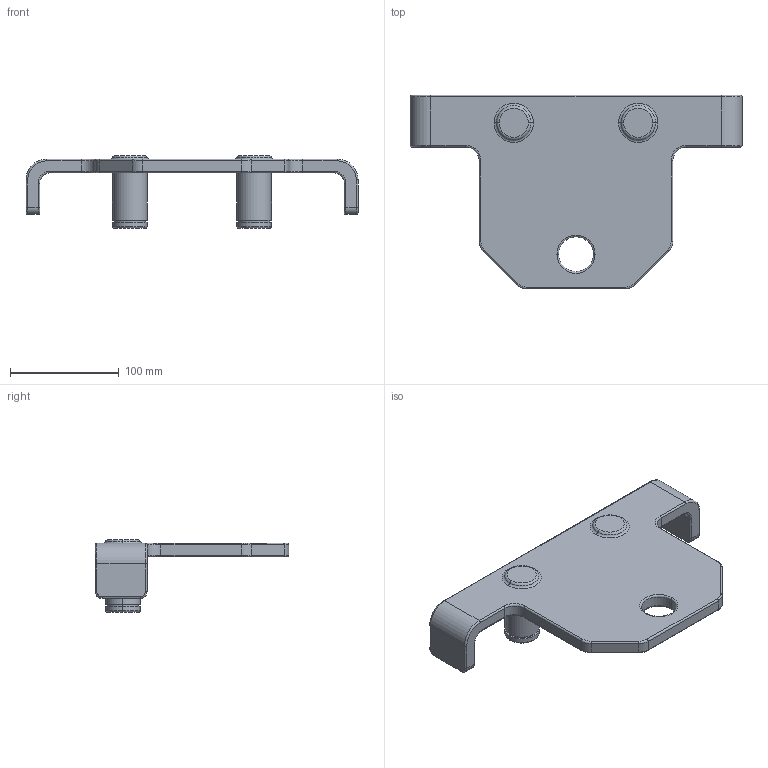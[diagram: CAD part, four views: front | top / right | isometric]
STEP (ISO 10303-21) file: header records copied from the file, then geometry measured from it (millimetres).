
FILE_DESCRIPTION (( 'STEP AP203' ), '1' );
FILE_NAME ('Trolley Side_1.stp.STEP', '2025-09-15T21:12:10', ( '' ), ( '' ), 'SwSTEP 2.0', 'SolidWorks 2023', '' );
FILE_SCHEMA (( 'CONFIG_CONTROL_DESIGN' ));
Length unit declared in the file: centimetre
Products named in the file (1): Trolley Side_1.stp
Bounding box: 304.8 x 177.8 x 66.67 mm (x, y, z)
Volume: 573946.3 mm3; surface area: 100599 mm2
Topology: 1 solids, 1 shells, 124 faces, 274 edges, 160 vertices
Faces by surface type: cylinder 56, torus 44, plane 24
Entity records: 3509 total; most frequent: DIRECTION 700, CARTESIAN_POINT 559, ORIENTED_EDGE 548, AXIS2_PLACEMENT_3D 301, EDGE_CURVE 274, CIRCLE 176, VERTEX_POINT 160, EDGE_LOOP 134
